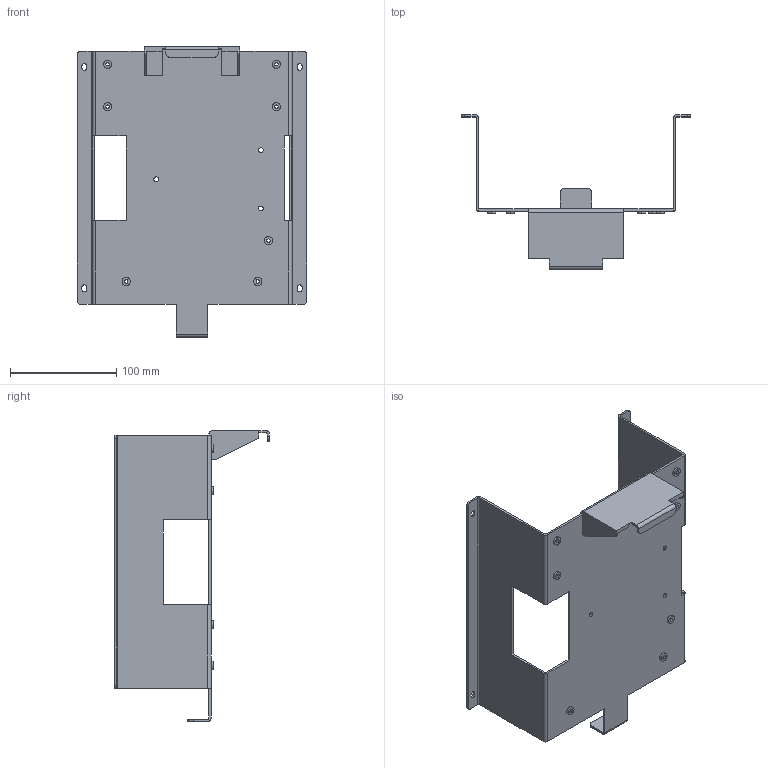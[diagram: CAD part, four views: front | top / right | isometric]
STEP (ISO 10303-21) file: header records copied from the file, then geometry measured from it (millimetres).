
FILE_DESCRIPTION (( 'STEP AP203' ), '1' );
FILE_NAME ('MS001-A.02.015JS.1.1MS001-A萇ん啋璃嘐隅盓殤.step', '2021-08-27T10:46:30', ( 'Windows User' ), ( 'P R C' ), 'SwSTEP 2.0', 'SolidWorks 2016', '' );
FILE_SCHEMA (( 'CONFIG_CONTROL_DESIGN' ));
Length unit declared in the file: millimetre
Products named in the file (1): MS001-A.02.015JS.1.1MS001-A萇ん啋璃嘐隅盓殤
Bounding box: 216 x 146 x 273.7 mm (x, y, z)
Volume: 187259.6 mm3; surface area: 187522.7 mm2
Topology: 1 solids, 1 shells, 139 faces, 402 edges, 268 vertices
Faces by surface type: cylinder 72, plane 67
Entity records: 4761 total; most frequent: DIRECTION 826, CARTESIAN_POINT 810, ORIENTED_EDGE 804, EDGE_CURVE 402, AXIS2_PLACEMENT_3D 284, VERTEX_POINT 268, LINE 258, VECTOR 258
